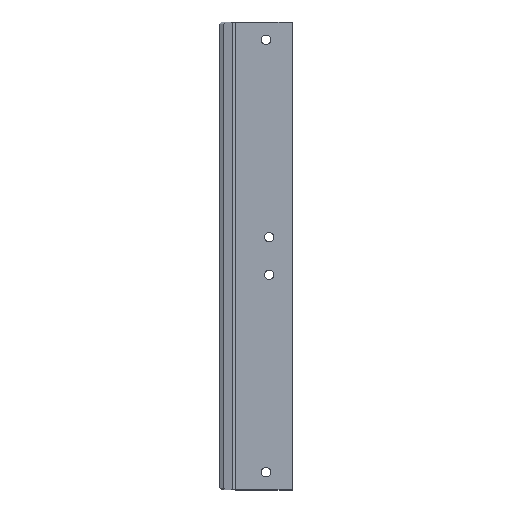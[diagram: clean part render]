
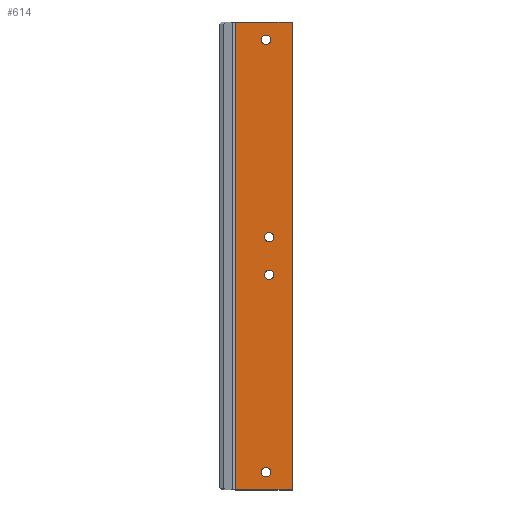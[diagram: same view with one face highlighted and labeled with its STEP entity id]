
A CAD part, top view. The second image highlights one B-rep face of the part: STEP entity #614.
In plain terms, the highlighted planar face has unit normal (0, 0, 1).
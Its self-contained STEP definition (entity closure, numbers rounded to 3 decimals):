
#102=DIRECTION('',(0.,-1.,0.));
#103=VECTOR('',#102,224.);
#104=CARTESIAN_POINT('',(-13.5,112.,2.));
#105=LINE('',#104,#103);
#106=DIRECTION('',(-1.,0.,0.));
#107=VECTOR('',#106,27.);
#108=CARTESIAN_POINT('',(13.5,112.,2.));
#109=LINE('',#108,#107);
#110=DIRECTION('',(0.,1.,0.));
#111=VECTOR('',#110,224.);
#112=CARTESIAN_POINT('',(13.5,-112.,2.));
#113=LINE('',#112,#111);
#114=DIRECTION('',(1.,0.,0.));
#115=VECTOR('',#114,27.);
#116=CARTESIAN_POINT('',(-13.5,-112.,2.));
#117=LINE('',#116,#115);
#118=CARTESIAN_POINT('',(1.,-103.5,2.));
#119=DIRECTION('',(0.,0.,-1.));
#120=DIRECTION('',(1.,0.,0.));
#121=AXIS2_PLACEMENT_3D('',#118,#119,#120);
#123=CARTESIAN_POINT('',(1.,-103.5,2.));
#124=DIRECTION('',(0.,0.,-1.));
#125=DIRECTION('',(-1.,0.,0.));
#126=AXIS2_PLACEMENT_3D('',#123,#124,#125);
#128=CARTESIAN_POINT('',(1.,103.5,2.));
#129=DIRECTION('',(0.,0.,-1.));
#130=DIRECTION('',(1.,0.,0.));
#131=AXIS2_PLACEMENT_3D('',#128,#129,#130);
#133=CARTESIAN_POINT('',(1.,103.5,2.));
#134=DIRECTION('',(0.,0.,-1.));
#135=DIRECTION('',(-1.,0.,0.));
#136=AXIS2_PLACEMENT_3D('',#133,#134,#135);
#138=CARTESIAN_POINT('',(2.5,-9.,2.));
#139=DIRECTION('',(0.,0.,1.));
#140=DIRECTION('',(0.,1.,0.));
#141=AXIS2_PLACEMENT_3D('',#138,#139,#140);
#143=CARTESIAN_POINT('',(2.5,-9.,2.));
#144=DIRECTION('',(0.,0.,1.));
#145=DIRECTION('',(0.,-1.,0.));
#146=AXIS2_PLACEMENT_3D('',#143,#144,#145);
#148=CARTESIAN_POINT('',(2.5,9.,2.));
#149=DIRECTION('',(0.,0.,1.));
#150=DIRECTION('',(0.,1.,0.));
#151=AXIS2_PLACEMENT_3D('',#148,#149,#150);
#153=CARTESIAN_POINT('',(2.5,9.,2.));
#154=DIRECTION('',(0.,0.,1.));
#155=DIRECTION('',(0.,-1.,0.));
#156=AXIS2_PLACEMENT_3D('',#153,#154,#155);
#334=CARTESIAN_POINT('',(-13.5,-112.,2.));
#335=CARTESIAN_POINT('',(13.5,-112.,2.));
#336=VERTEX_POINT('',#334);
#337=VERTEX_POINT('',#335);
#338=CARTESIAN_POINT('',(13.5,112.,2.));
#339=VERTEX_POINT('',#338);
#340=CARTESIAN_POINT('',(-13.5,112.,2.));
#341=VERTEX_POINT('',#340);
#346=CARTESIAN_POINT('',(3.25,-103.5,2.));
#347=CARTESIAN_POINT('',(-1.25,-103.5,2.));
#348=VERTEX_POINT('',#346);
#349=VERTEX_POINT('',#347);
#362=CARTESIAN_POINT('',(3.25,103.5,2.));
#363=CARTESIAN_POINT('',(-1.25,103.5,2.));
#364=VERTEX_POINT('',#362);
#365=VERTEX_POINT('',#363);
#406=CARTESIAN_POINT('',(2.5,11.25,2.));
#407=CARTESIAN_POINT('',(2.5,6.75,2.));
#408=VERTEX_POINT('',#406);
#409=VERTEX_POINT('',#407);
#410=CARTESIAN_POINT('',(2.5,-6.75,2.));
#411=CARTESIAN_POINT('',(2.5,-11.25,2.));
#412=VERTEX_POINT('',#410);
#413=VERTEX_POINT('',#411);
#576=CARTESIAN_POINT('',(0.,0.,2.));
#577=DIRECTION('',(0.,0.,1.));
#578=DIRECTION('',(1.,0.,0.));
#579=AXIS2_PLACEMENT_3D('',#576,#577,#578);
#580=PLANE('',#579);
#581=ORIENTED_EDGE('',*,*,#569,.F.);
#583=ORIENTED_EDGE('',*,*,#582,.F.);
#585=ORIENTED_EDGE('',*,*,#584,.F.);
#587=ORIENTED_EDGE('',*,*,#586,.F.);
#588=EDGE_LOOP('',(#581,#583,#585,#587));
#589=FACE_OUTER_BOUND('',#588,.F.);
#591=ORIENTED_EDGE('',*,*,#590,.F.);
#593=ORIENTED_EDGE('',*,*,#592,.F.);
#594=EDGE_LOOP('',(#591,#593));
#595=FACE_BOUND('',#594,.F.);
#597=ORIENTED_EDGE('',*,*,#596,.F.);
#599=ORIENTED_EDGE('',*,*,#598,.F.);
#600=EDGE_LOOP('',(#597,#599));
#601=FACE_BOUND('',#600,.F.);
#603=ORIENTED_EDGE('',*,*,#602,.T.);
#605=ORIENTED_EDGE('',*,*,#604,.T.);
#606=EDGE_LOOP('',(#603,#605));
#607=FACE_BOUND('',#606,.F.);
#609=ORIENTED_EDGE('',*,*,#608,.T.);
#611=ORIENTED_EDGE('',*,*,#610,.T.);
#612=EDGE_LOOP('',(#609,#611));
#613=FACE_BOUND('',#612,.F.);
#614=ADVANCED_FACE('',(#589,#595,#601,#607,#613),#580,.T.);
#122=CIRCLE('',#121,2.25);
#127=CIRCLE('',#126,2.25);
#132=CIRCLE('',#131,2.25);
#137=CIRCLE('',#136,2.25);
#142=CIRCLE('',#141,2.25);
#147=CIRCLE('',#146,2.25);
#152=CIRCLE('',#151,2.25);
#157=CIRCLE('',#156,2.25);
#569=EDGE_CURVE('',#341,#336,#105,.T.);
#582=EDGE_CURVE('',#339,#341,#109,.T.);
#584=EDGE_CURVE('',#337,#339,#113,.T.);
#586=EDGE_CURVE('',#336,#337,#117,.T.);
#590=EDGE_CURVE('',#348,#349,#122,.T.);
#592=EDGE_CURVE('',#349,#348,#127,.T.);
#596=EDGE_CURVE('',#364,#365,#132,.T.);
#598=EDGE_CURVE('',#365,#364,#137,.T.);
#602=EDGE_CURVE('',#412,#413,#142,.T.);
#604=EDGE_CURVE('',#413,#412,#147,.T.);
#608=EDGE_CURVE('',#408,#409,#152,.T.);
#610=EDGE_CURVE('',#409,#408,#157,.T.);
